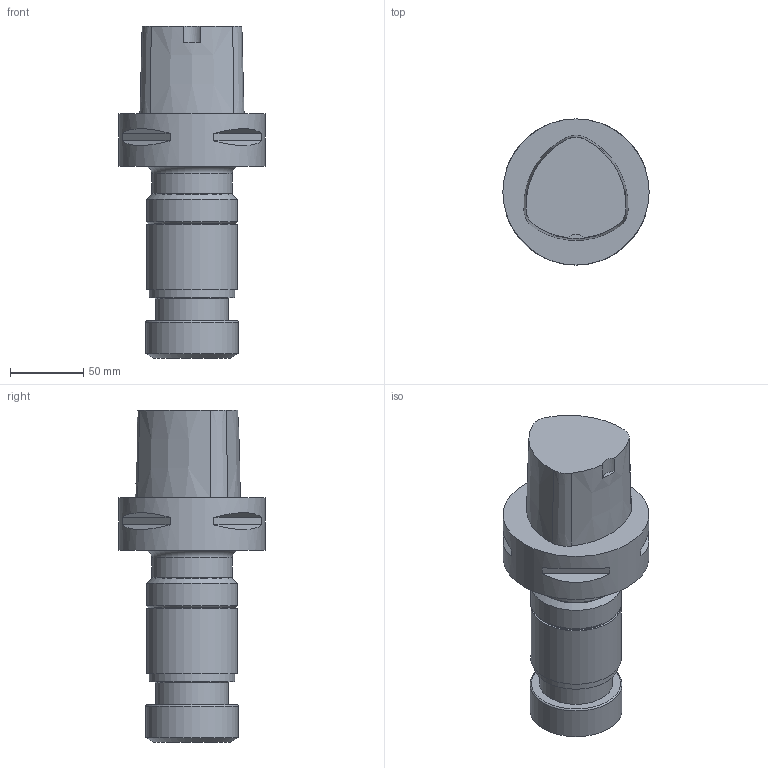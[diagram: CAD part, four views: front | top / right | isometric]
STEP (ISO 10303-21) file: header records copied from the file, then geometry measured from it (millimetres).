
FILE_DESCRIPTION(/* description */ (''),/* implementation_level */ '2;1');
FILE_NAME(/* name */ '1525679558880.stp',/* time_stamp */ '2018-05-07T09:52:48+02:00',/* author */ (''),/* organization */ ('SMS'),/* preprocessor_version */ 'ST-DEVELOPER v15',/* originating_system */ 'SIEMENS PLM Software NX 8.5',/* authorisation */ '');
FILE_SCHEMA (('AUTOMOTIVE_DESIGN { 1 0 10303 214 3 1 1 1 }'));
Length unit declared in the file: millimetre
Products named in the file (1): 112029233mod000_00
Bounding box: 100 x 100 x 227.1 mm (x, y, z)
Volume: 867636.8 mm3; surface area: 72171.7 mm2
Topology: 1 solids, 2 shells, 49 faces, 95 edges, 65 vertices
Faces by surface type: plane 25, cone 11, cylinder 10, torus 3
Full cylindrical faces by diameter (mm): 49.987 x1, 51.448 x1, 55 x1, 58.4 x1, 59.4 x1, 62 x1, 62.001 x1, 63 x1, 100 x1
Entity records: 1215 total; most frequent: DIRECTION 228, CARTESIAN_POINT 194, ORIENTED_EDGE 148, AXIS2_PLACEMENT_3D 103, EDGE_LOOP 78, EDGE_CURVE 74, VERTEX_POINT 58, FACE_BOUND 54
